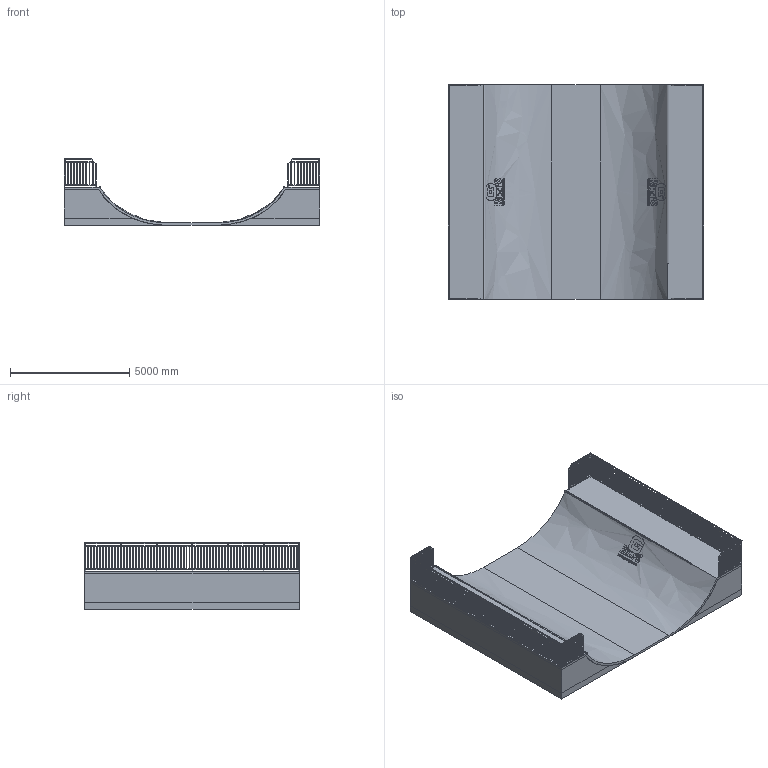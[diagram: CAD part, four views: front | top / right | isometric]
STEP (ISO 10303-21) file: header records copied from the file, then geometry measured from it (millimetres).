
FILE_DESCRIPTION(/* description */ (''),/* implementation_level */ '2;1');
FILE_NAME(/* name */ 'GRAMPS_MRH150_W900.stp',/* time_stamp */ '2024-07-06T17:41:49+02:00',/* author */ ('muc30'),/* organization */ (''),/* preprocessor_version */ 'ST-DEVELOPER v17',/* originating_system */ 'Autodesk Inventor 2019',/* authorisation */ '');
FILE_SCHEMA (('AUTOMOTIVE_DESIGN { 1 0 10303 214 3 1 1 }'));
Products named in the file (12): GRAMPS_MRH150_W900; GRAMPS_MRH150_W9001; GRAMPS_MRH150_W9002; GRAMPS_MRH150_W9003; GRAMPS_MRH150_W9004; GRAMPS_MRH150_W9005; GRAMPS_MRH150_W9006; GRAMPS_MRH150_W9007; GRAMPS_MRH150_W9008; GRAMPS_MRH150_W9009; GRAMPS_MRH150_W90010; GRAMPS_MRH150_W90011
Assembly tree (11 placements, depth 2):
  GRAMPS_MRH150_W900
    GRAMPS_MRH150_W9001
    GRAMPS_MRH150_W9002
    GRAMPS_MRH150_W9003
    GRAMPS_MRH150_W9004
    GRAMPS_MRH150_W9005
    GRAMPS_MRH150_W9006
    GRAMPS_MRH150_W9007
    GRAMPS_MRH150_W9008
    GRAMPS_MRH150_W9009
    GRAMPS_MRH150_W90010
    GRAMPS_MRH150_W90011
Bounding box: 10711.69 x 9000 x 2800 mm (x, y, z)
Volume: 72120410986.2 mm3; surface area: 576901265.3 mm2
Topology: 63 solids, 63 shells, 4402 faces, 12820 edges, 8528 vertices
Faces by surface type: plane 4236, cylinder 94, bspline 72
Full cylindrical faces by diameter (mm): 60 x2
Entity records: 151739 total; most frequent: CARTESIAN_POINT 29901, DIRECTION 25882, ORIENTED_EDGE 25640, EDGE_CURVE 12820, AXIS2_PLACEMENT_3D 8865, VERTEX_POINT 8528, LINE 8152, VECTOR 8152
